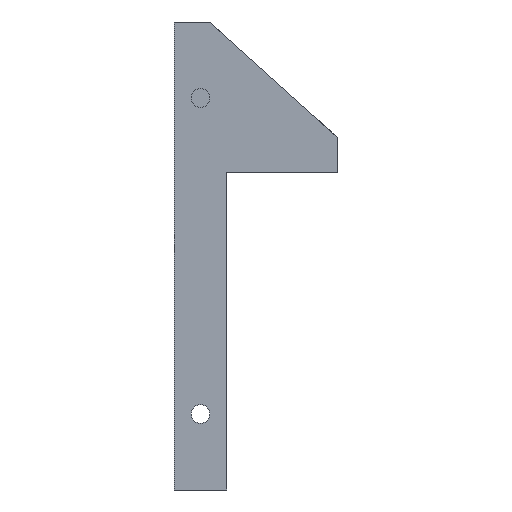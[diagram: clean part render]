
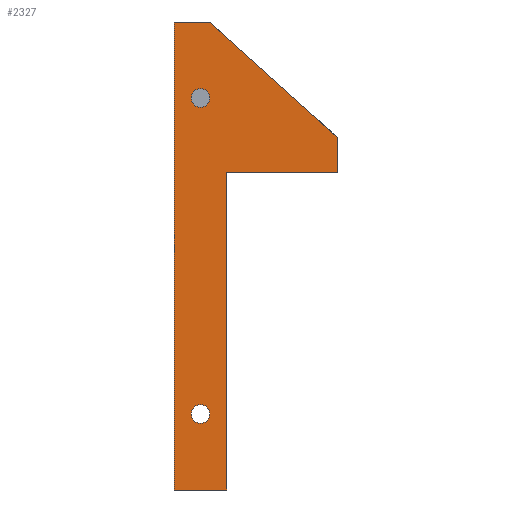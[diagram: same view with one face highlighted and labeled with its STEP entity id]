
A CAD part, left-side view. The second image highlights one B-rep face of the part: STEP entity #2327.
In plain terms, the highlighted planar face has unit normal (-1, 0, 0).
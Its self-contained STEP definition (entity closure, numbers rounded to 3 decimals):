
#55=FACE_BOUND('',#372,.T.);
#56=FACE_BOUND('',#373,.T.);
#119=PLANE('',#2515);
#235=FACE_OUTER_BOUND('',#371,.T.);
#371=EDGE_LOOP('',(#1967,#1968,#1969,#1970,#1971,#1972,#1973));
#372=EDGE_LOOP('',(#1974));
#373=EDGE_LOOP('',(#1975));
#430=LINE('',#3227,#691);
#444=LINE('',#3279,#705);
#590=LINE('',#3679,#851);
#602=LINE('',#3700,#863);
#603=LINE('',#3702,#864);
#604=LINE('',#3703,#865);
#605=LINE('',#3704,#866);
#691=VECTOR('',#2577,19.);
#705=VECTOR('',#2619,54.3);
#851=VECTOR('',#3013,29.598);
#863=VECTOR('',#3033,6.);
#864=VECTOR('',#3034,80.1);
#865=VECTOR('',#3035,9.);
#866=VECTOR('',#3036,6.);
#981=CIRCLE('',#2464,1.6);
#983=CIRCLE('',#2467,1.6);
#1001=VERTEX_POINT('',#3224);
#1002=VERTEX_POINT('',#3226);
#1026=VERTEX_POINT('',#3278);
#1118=VERTEX_POINT('',#3529);
#1120=VERTEX_POINT('',#3534);
#1155=VERTEX_POINT('',#3676);
#1156=VERTEX_POINT('',#3678);
#1161=VERTEX_POINT('',#3699);
#1162=VERTEX_POINT('',#3701);
#1224=EDGE_CURVE('',#1002,#1001,#430,.T.);
#1250=EDGE_CURVE('',#1002,#1026,#444,.T.);
#1377=EDGE_CURVE('',#1118,#1118,#981,.T.);
#1379=EDGE_CURVE('',#1120,#1120,#983,.T.);
#1448=EDGE_CURVE('',#1156,#1155,#590,.T.);
#1460=EDGE_CURVE('',#1161,#1155,#602,.T.);
#1461=EDGE_CURVE('',#1162,#1161,#603,.T.);
#1462=EDGE_CURVE('',#1162,#1026,#604,.T.);
#1463=EDGE_CURVE('',#1156,#1001,#605,.T.);
#1967=ORIENTED_EDGE('',*,*,#1448,.T.);
#1968=ORIENTED_EDGE('',*,*,#1460,.F.);
#1969=ORIENTED_EDGE('',*,*,#1461,.F.);
#1970=ORIENTED_EDGE('',*,*,#1462,.T.);
#1971=ORIENTED_EDGE('',*,*,#1250,.F.);
#1972=ORIENTED_EDGE('',*,*,#1224,.T.);
#1973=ORIENTED_EDGE('',*,*,#1463,.F.);
#1974=ORIENTED_EDGE('',*,*,#1377,.T.);
#1975=ORIENTED_EDGE('',*,*,#1379,.T.);
#2327=ADVANCED_FACE('',(#235,#55,#56),#119,.T.);
#2464=AXIS2_PLACEMENT_3D('',#3530,#2854,#2855);
#2467=AXIS2_PLACEMENT_3D('',#3535,#2860,#2861);
#2515=AXIS2_PLACEMENT_3D('',#3698,#3031,#3032);
#2577=DIRECTION('',(0.,-1.,0.));
#2619=DIRECTION('',(0.,0.,-1.));
#2854=DIRECTION('center_axis',(1.,0.,0.));
#2855=DIRECTION('ref_axis',(0.,0.,-1.));
#2860=DIRECTION('center_axis',(1.,0.,0.));
#2861=DIRECTION('ref_axis',(0.,0.,-1.));
#3013=DIRECTION('',(0.,0.743,0.669));
#3031=DIRECTION('center_axis',(-1.,0.,0.));
#3032=DIRECTION('ref_axis',(0.,0.,1.));
#3033=DIRECTION('',(0.,-1.,0.));
#3034=DIRECTION('',(0.,0.,1.));
#3035=DIRECTION('',(0.,-1.,0.));
#3036=DIRECTION('',(0.,0.,-1.));
#3224=CARTESIAN_POINT('',(-159.348,-25.36,-34.943));
#3226=CARTESIAN_POINT('',(-159.348,-6.36,-34.943));
#3227=CARTESIAN_POINT('',(-159.348,-6.36,-34.943));
#3278=CARTESIAN_POINT('',(-159.348,-6.36,-89.243));
#3279=CARTESIAN_POINT('',(-159.348,-6.36,-9.143));
#3529=CARTESIAN_POINT('',(-159.348,-1.86,-74.643));
#3530=CARTESIAN_POINT('Origin',(-159.348,-1.86,-76.243));
#3534=CARTESIAN_POINT('',(-159.348,-1.86,-20.543));
#3535=CARTESIAN_POINT('Origin',(-159.348,-1.86,-22.143));
#3676=CARTESIAN_POINT('',(-159.348,-3.36,-9.143));
#3678=CARTESIAN_POINT('',(-159.348,-25.36,-28.943));
#3679=CARTESIAN_POINT('',(-159.348,-33.346,-36.131));
#3698=CARTESIAN_POINT('Origin',(-159.348,0.,-89.243));
#3699=CARTESIAN_POINT('',(-159.348,2.64,-9.143));
#3700=CARTESIAN_POINT('',(-159.348,0.,-9.143));
#3701=CARTESIAN_POINT('',(-159.348,2.64,-89.243));
#3702=CARTESIAN_POINT('',(-159.348,2.64,-9.143));
#3703=CARTESIAN_POINT('',(-159.348,0.,-89.243));
#3704=CARTESIAN_POINT('',(-159.348,-25.36,-9.143));
